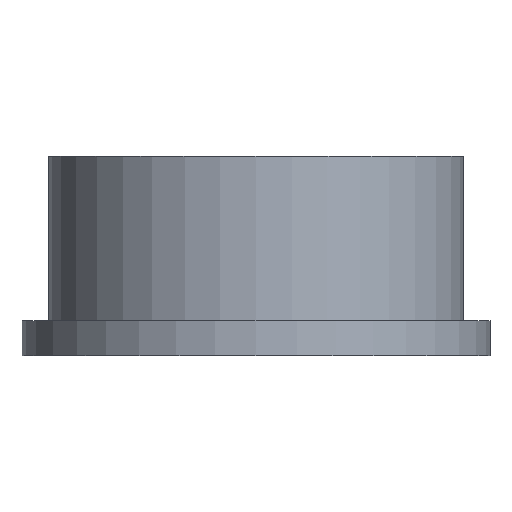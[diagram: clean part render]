
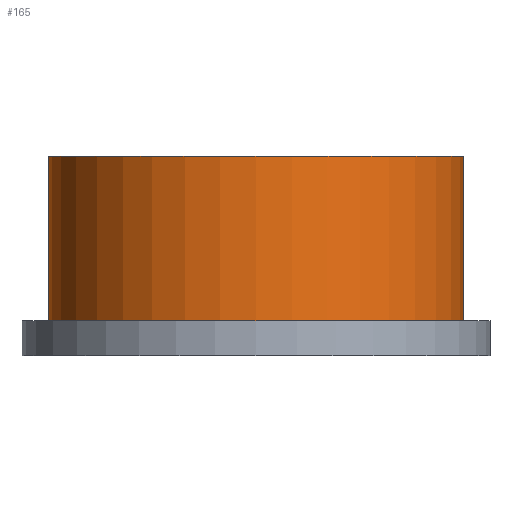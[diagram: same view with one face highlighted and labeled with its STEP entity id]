
A CAD part, front view. The second image highlights one B-rep face of the part: STEP entity #165.
In plain terms, the highlighted cylindrical face has radius 94 mm (diameter 188 mm), a full revolution.
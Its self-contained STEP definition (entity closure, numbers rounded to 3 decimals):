
#27=FACE_BOUND($,#59,.T.);
#43=FACE_OUTER_BOUND($,#58,.T.);
#58=EDGE_LOOP($,(#133));
#59=EDGE_LOOP($,(#134));
#86=CIRCLE($,#185,94.);
#87=CIRCLE($,#187,94.);
#101=VERTEX_POINT($,#280);
#102=VERTEX_POINT($,#283);
#116=EDGE_CURVE($,#101,#101,#86,.T.);
#117=EDGE_CURVE($,#102,#102,#87,.T.);
#133=ORIENTED_EDGE($,*,*,#117,.F.);
#134=ORIENTED_EDGE($,*,*,#116,.T.);
#160=CYLINDRICAL_SURFACE($,#186,94.);
#165=ADVANCED_FACE($,(#43,#27),#160,.T.);
#185=AXIS2_PLACEMENT_3D($,#281,#221,#222);
#186=AXIS2_PLACEMENT_3D($,#282,#223,#224);
#187=AXIS2_PLACEMENT_3D($,#284,#225,#226);
#221=DIRECTION('center_axis',(0.,0.,1.));
#222=DIRECTION('ref_axis',(0.,-1.,0.));
#223=DIRECTION('center_axis',(0.,0.,1.));
#224=DIRECTION('ref_axis',(0.,-1.,0.));
#225=DIRECTION('center_axis',(0.,0.,1.));
#226=DIRECTION('ref_axis',(0.,-1.,0.));
#280=CARTESIAN_POINT('',(0.,-94.,16.));
#281=CARTESIAN_POINT('Origin',(0.,0.,16.));
#282=CARTESIAN_POINT('Origin',(0.,0.,53.25));
#283=CARTESIAN_POINT('',(0.,-94.,90.5));
#284=CARTESIAN_POINT('Origin',(0.,0.,90.5));
